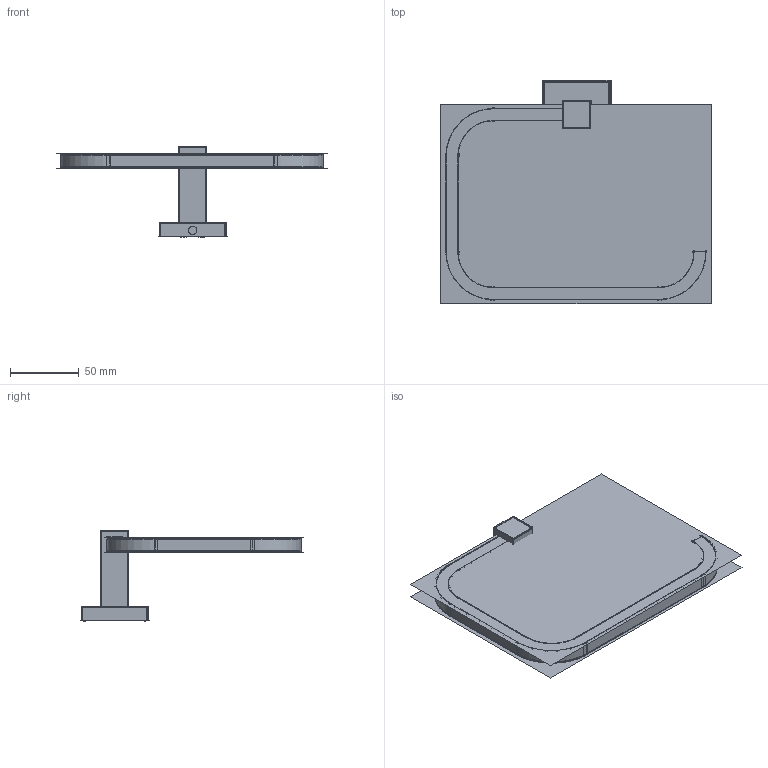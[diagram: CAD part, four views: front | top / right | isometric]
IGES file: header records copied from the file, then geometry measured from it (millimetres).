
Start section:  PTC IGES file: 83-09_asm.igs
Global section: file name: 83-09_asm.igs; native system: Creo Parametric by Parametric Technology Corporation; preprocessor: 2013150; author: rsmith; organization: Unknown; date: 20150722.133939; units: inch
Bounding box: 196.56 x 162.24 x 66.37 mm (x, y, z)
Surface area: 120442.6 mm2 (no closed solid volume)
Topology: 0 solids, 0 shells, 858 faces, 11996 edges, 15720 vertices
Faces by surface type: revolution 534, bspline 324
